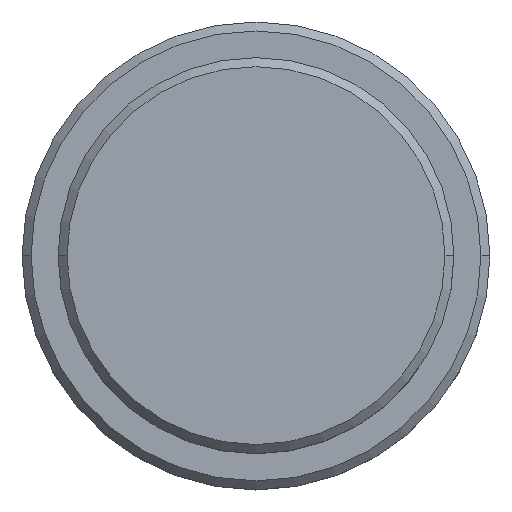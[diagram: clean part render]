
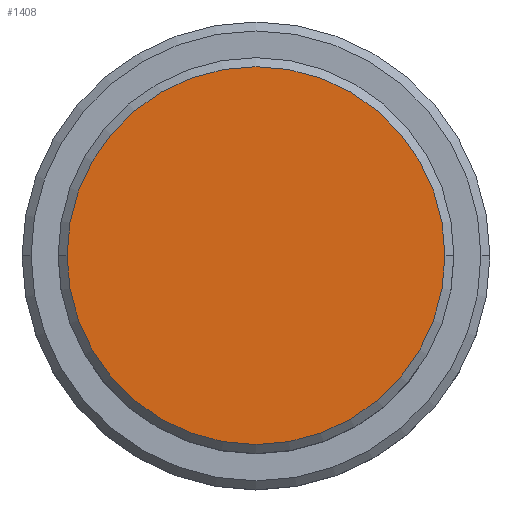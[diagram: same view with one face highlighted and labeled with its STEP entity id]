
A CAD part, top view. The second image highlights one B-rep face of the part: STEP entity #1408.
In plain terms, the highlighted planar face has unit normal (0, 0, 1).
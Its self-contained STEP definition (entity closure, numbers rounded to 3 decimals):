
#18 = ORIENTED_EDGE ( 'NONE', *, *, #1392, .T. ) ;
#28 = CIRCLE ( 'NONE', #830, 10.5 ) ;
#46 = DIRECTION ( 'NONE',  ( 1., 0., 0. ) ) ;
#148 = CIRCLE ( 'NONE', #330, 10.5 ) ;
#231 = EDGE_CURVE ( 'NONE', #1265, #1022, #28, .T. ) ;
#276 = DIRECTION ( 'NONE',  ( 1., 0., 0. ) ) ;
#326 = CARTESIAN_POINT ( 'NONE',  ( -10.5, 0., 0. ) ) ;
#330 = AXIS2_PLACEMENT_3D ( 'NONE', #1149, #677, #276 ) ;
#482 = CARTESIAN_POINT ( 'NONE',  ( 0., 0., 0. ) ) ;
#497 = FACE_OUTER_BOUND ( 'NONE', #700, .T. ) ;
#677 = DIRECTION ( 'NONE',  ( 0., 0., 1. ) ) ;
#700 = EDGE_LOOP ( 'NONE', ( #965, #18 ) ) ;
#761 = AXIS2_PLACEMENT_3D ( 'NONE', #482, #1243, #917 ) ;
#805 = PLANE ( 'NONE',  #761 ) ;
#830 = AXIS2_PLACEMENT_3D ( 'NONE', #1343, #1260, #46 ) ;
#831 = CARTESIAN_POINT ( 'NONE',  ( 10.5, 0., 0. ) ) ;
#917 = DIRECTION ( 'NONE',  ( 1., 0., 0. ) ) ;
#965 = ORIENTED_EDGE ( 'NONE', *, *, #231, .T. ) ;
#1022 = VERTEX_POINT ( 'NONE', #831 ) ;
#1149 = CARTESIAN_POINT ( 'NONE',  ( 0., 0., 0. ) ) ;
#1243 = DIRECTION ( 'NONE',  ( 0., 0., 1. ) ) ;
#1260 = DIRECTION ( 'NONE',  ( 0., 0., 1. ) ) ;
#1265 = VERTEX_POINT ( 'NONE', #326 ) ;
#1343 = CARTESIAN_POINT ( 'NONE',  ( 0., 0., 0. ) ) ;
#1392 = EDGE_CURVE ( 'NONE', #1022, #1265, #148, .T. ) ;
#1408 = ADVANCED_FACE ( 'NONE', ( #497 ), #805, .T. ) ;
